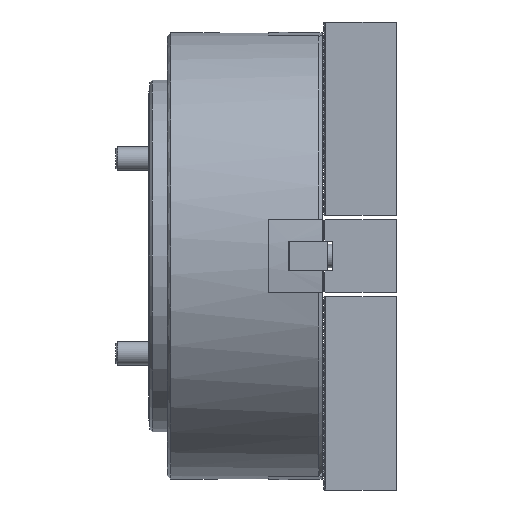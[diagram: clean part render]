
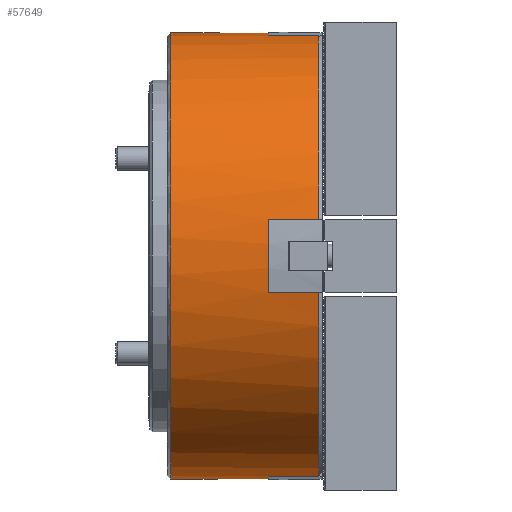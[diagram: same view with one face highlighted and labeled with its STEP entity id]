
A CAD part, front view. The second image highlights one B-rep face of the part: STEP entity #57649.
In plain terms, the highlighted cylindrical face has radius 190.5 mm (diameter 381 mm), a full revolution.
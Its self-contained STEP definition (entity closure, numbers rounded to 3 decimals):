
#66 = DIRECTION ( 'NONE',  ( -1., 0., 0. ) ) ;
#527 = CARTESIAN_POINT ( 'NONE',  ( 129., -31., -187.961 ) ) ;
#576 = VERTEX_POINT ( 'NONE', #19658 ) ;
#632 = VERTEX_POINT ( 'NONE', #43025 ) ;
#676 = CARTESIAN_POINT ( 'NONE',  ( 86., 187.961, -31. ) ) ;
#785 = CARTESIAN_POINT ( 'NONE',  ( 86., 0., 0. ) ) ;
#855 = AXIS2_PLACEMENT_3D ( 'NONE', #30782, #49826, #6996 ) ;
#871 = AXIS2_PLACEMENT_3D ( 'NONE', #11362, #54206, #35140 ) ;
#1345 = AXIS2_PLACEMENT_3D ( 'NONE', #34802, #56428, #18225 ) ;
#1539 = EDGE_CURVE ( 'NONE', #39594, #60370, #54335, .T. ) ;
#2569 = VECTOR ( 'NONE', #55241, 1000. ) ;
#3240 = ORIENTED_EDGE ( 'NONE', *, *, #58764, .T. ) ;
#3873 = AXIS2_PLACEMENT_3D ( 'NONE', #22677, #41755, #60859 ) ;
#4277 = DIRECTION ( 'NONE',  ( -1., 0., 0. ) ) ;
#4470 = EDGE_CURVE ( 'NONE', #56316, #32039, #6786, .T. ) ;
#5492 = ORIENTED_EDGE ( 'NONE', *, *, #12148, .T. ) ;
#5963 = DIRECTION ( 'NONE',  ( -1., 0., 0. ) ) ;
#6044 = CIRCLE ( 'NONE', #30035, 190.5 ) ;
#6139 = CARTESIAN_POINT ( 'NONE',  ( 129., -31., 187.961 ) ) ;
#6466 = DIRECTION ( 'NONE',  ( -1., 0., 0. ) ) ;
#6654 = ORIENTED_EDGE ( 'NONE', *, *, #29618, .T. ) ;
#6786 = CIRCLE ( 'NONE', #3873, 190.5 ) ;
#6918 = CIRCLE ( 'NONE', #20060, 190.5 ) ;
#6928 = DIRECTION ( 'NONE',  ( 1., 0., 0. ) ) ;
#6996 = DIRECTION ( 'NONE',  ( 0., 0., -1. ) ) ;
#7504 = ORIENTED_EDGE ( 'NONE', *, *, #30222, .T. ) ;
#8673 = VECTOR ( 'NONE', #22655, 1000. ) ;
#9648 = EDGE_CURVE ( 'NONE', #35184, #60554, #6044, .T. ) ;
#10114 = DIRECTION ( 'NONE',  ( 1., 0., 0. ) ) ;
#10456 = CARTESIAN_POINT ( 'NONE',  ( 129., 187.961, 31. ) ) ;
#11007 = CARTESIAN_POINT ( 'NONE',  ( 129., -187.961, 31. ) ) ;
#11362 = CARTESIAN_POINT ( 'NONE',  ( 86., 0., 0. ) ) ;
#11701 = CYLINDRICAL_SURFACE ( 'NONE', #855, 190.5 ) ;
#11901 = CARTESIAN_POINT ( 'NONE',  ( 129., 187.961, -31. ) ) ;
#12124 = CARTESIAN_POINT ( 'NONE',  ( 86., 0., 0. ) ) ;
#12148 = EDGE_CURVE ( 'NONE', #576, #576, #57843, .T. ) ;
#12403 = EDGE_CURVE ( 'NONE', #14707, #17742, #28897, .T. ) ;
#12924 = VERTEX_POINT ( 'NONE', #44380 ) ;
#13483 = EDGE_CURVE ( 'NONE', #24123, #27056, #35827, .T. ) ;
#13508 = DIRECTION ( 'NONE',  ( 1., 0., 0. ) ) ;
#13593 = AXIS2_PLACEMENT_3D ( 'NONE', #47116, #4277, #23350 ) ;
#14442 = CARTESIAN_POINT ( 'NONE',  ( 129., 31., 187.961 ) ) ;
#14474 = CARTESIAN_POINT ( 'NONE',  ( 129., -187.961, -31. ) ) ;
#14707 = VERTEX_POINT ( 'NONE', #14442 ) ;
#14960 = ORIENTED_EDGE ( 'NONE', *, *, #12403, .T. ) ;
#15215 = VECTOR ( 'NONE', #6928, 1000. ) ;
#15562 = EDGE_CURVE ( 'NONE', #32039, #632, #27278, .T. ) ;
#16731 = VERTEX_POINT ( 'NONE', #25817 ) ;
#16873 = VECTOR ( 'NONE', #19703, 1000. ) ;
#17051 = LINE ( 'NONE', #31462, #2569 ) ;
#17110 = CARTESIAN_POINT ( 'NONE',  ( 129., 0., 0. ) ) ;
#17742 = VERTEX_POINT ( 'NONE', #10456 ) ;
#18225 = DIRECTION ( 'NONE',  ( 0., 0., -1. ) ) ;
#19224 = ORIENTED_EDGE ( 'NONE', *, *, #9648, .T. ) ;
#19658 = CARTESIAN_POINT ( 'NONE',  ( 3., 0., 190.5 ) ) ;
#19703 = DIRECTION ( 'NONE',  ( -1., 0., 0. ) ) ;
#20060 = AXIS2_PLACEMENT_3D ( 'NONE', #785, #43634, #24567 ) ;
#21790 = CARTESIAN_POINT ( 'NONE',  ( 3., 0., 0. ) ) ;
#22655 = DIRECTION ( 'NONE',  ( 1., 0., 0. ) ) ;
#22677 = CARTESIAN_POINT ( 'NONE',  ( 129., 0., 0. ) ) ;
#22682 = ORIENTED_EDGE ( 'NONE', *, *, #15562, .T. ) ;
#23087 = ORIENTED_EDGE ( 'NONE', *, *, #23328, .T. ) ;
#23328 = EDGE_CURVE ( 'NONE', #60554, #16731, #17051, .T. ) ;
#23350 = DIRECTION ( 'NONE',  ( 0., 0., -1. ) ) ;
#24123 = VERTEX_POINT ( 'NONE', #47551 ) ;
#24389 = CARTESIAN_POINT ( 'NONE',  ( 160.494, -187.961, -31. ) ) ;
#24393 = LINE ( 'NONE', #49757, #15215 ) ;
#24530 = VECTOR ( 'NONE', #6466, 1000. ) ;
#24567 = DIRECTION ( 'NONE',  ( 0., 0., -1. ) ) ;
#25048 = DIRECTION ( 'NONE',  ( 0., 0., -1. ) ) ;
#25535 = EDGE_CURVE ( 'NONE', #57315, #56316, #33878, .T. ) ;
#25610 = AXIS2_PLACEMENT_3D ( 'NONE', #12124, #31207, #50266 ) ;
#25817 = CARTESIAN_POINT ( 'NONE',  ( 86., -31., 187.961 ) ) ;
#26325 = ORIENTED_EDGE ( 'NONE', *, *, #1539, .T. ) ;
#27056 = VERTEX_POINT ( 'NONE', #31138 ) ;
#27119 = ORIENTED_EDGE ( 'NONE', *, *, #39617, .T. ) ;
#27278 = LINE ( 'NONE', #30081, #51580 ) ;
#27392 = ORIENTED_EDGE ( 'NONE', *, *, #58329, .T. ) ;
#28897 = CIRCLE ( 'NONE', #49737, 190.5 ) ;
#29514 = EDGE_LOOP ( 'NONE', ( #5492 ) ) ;
#29618 = EDGE_CURVE ( 'NONE', #27056, #35184, #24393, .T. ) ;
#30035 = AXIS2_PLACEMENT_3D ( 'NONE', #17110, #36212, #55299 ) ;
#30081 = CARTESIAN_POINT ( 'NONE',  ( 160.494, 31., -187.961 ) ) ;
#30222 = EDGE_CURVE ( 'NONE', #12924, #39594, #60839, .T. ) ;
#30246 = LINE ( 'NONE', #49293, #24530 ) ;
#30782 = CARTESIAN_POINT ( 'NONE',  ( 160.494, 0., 0. ) ) ;
#30898 = ORIENTED_EDGE ( 'NONE', *, *, #4470, .T. ) ;
#31138 = CARTESIAN_POINT ( 'NONE',  ( 86., -187.961, 31. ) ) ;
#31207 = DIRECTION ( 'NONE',  ( -1., 0., 0. ) ) ;
#31462 = CARTESIAN_POINT ( 'NONE',  ( 160.494, -31., 187.961 ) ) ;
#32039 = VERTEX_POINT ( 'NONE', #45743 ) ;
#32613 = CARTESIAN_POINT ( 'NONE',  ( 160.494, 31., 187.961 ) ) ;
#33663 = EDGE_CURVE ( 'NONE', #16731, #38819, #6918, .T. ) ;
#33878 = LINE ( 'NONE', #52935, #43759 ) ;
#34802 = CARTESIAN_POINT ( 'NONE',  ( 129., 0., 0. ) ) ;
#35140 = DIRECTION ( 'NONE',  ( 0., 0., -1. ) ) ;
#35184 = VERTEX_POINT ( 'NONE', #11007 ) ;
#35234 = ORIENTED_EDGE ( 'NONE', *, *, #13483, .T. ) ;
#35464 = FACE_OUTER_BOUND ( 'NONE', #29514, .T. ) ;
#35827 = CIRCLE ( 'NONE', #871, 190.5 ) ;
#36212 = DIRECTION ( 'NONE',  ( -1., 0., 0. ) ) ;
#38541 = EDGE_CURVE ( 'NONE', #60370, #24123, #43466, .T. ) ;
#38819 = VERTEX_POINT ( 'NONE', #53977 ) ;
#38820 = CIRCLE ( 'NONE', #25610, 190.5 ) ;
#39594 = VERTEX_POINT ( 'NONE', #527 ) ;
#39617 = EDGE_CURVE ( 'NONE', #38819, #14707, #42278, .T. ) ;
#39717 = AXIS2_PLACEMENT_3D ( 'NONE', #21790, #40866, #59954 ) ;
#40866 = DIRECTION ( 'NONE',  ( 1., 0., 0. ) ) ;
#41735 = CARTESIAN_POINT ( 'NONE',  ( 160.494, -31., -187.961 ) ) ;
#41755 = DIRECTION ( 'NONE',  ( -1., 0., 0. ) ) ;
#42278 = LINE ( 'NONE', #32613, #51488 ) ;
#43025 = CARTESIAN_POINT ( 'NONE',  ( 86., 31., -187.961 ) ) ;
#43466 = LINE ( 'NONE', #24389, #16873 ) ;
#43634 = DIRECTION ( 'NONE',  ( -1., 0., 0. ) ) ;
#43759 = VECTOR ( 'NONE', #10114, 1000. ) ;
#44380 = CARTESIAN_POINT ( 'NONE',  ( 86., -31., -187.961 ) ) ;
#45743 = CARTESIAN_POINT ( 'NONE',  ( 129., 31., -187.961 ) ) ;
#45755 = ORIENTED_EDGE ( 'NONE', *, *, #25535, .T. ) ;
#47116 = CARTESIAN_POINT ( 'NONE',  ( 86., 0., 0. ) ) ;
#47195 = VERTEX_POINT ( 'NONE', #48727 ) ;
#47551 = CARTESIAN_POINT ( 'NONE',  ( 86., -187.961, -31. ) ) ;
#47863 = ORIENTED_EDGE ( 'NONE', *, *, #38541, .T. ) ;
#48571 = CIRCLE ( 'NONE', #13593, 190.5 ) ;
#48727 = CARTESIAN_POINT ( 'NONE',  ( 86., 187.961, 31. ) ) ;
#48803 = CARTESIAN_POINT ( 'NONE',  ( 129., 0., 0. ) ) ;
#49293 = CARTESIAN_POINT ( 'NONE',  ( 160.494, 187.961, 31. ) ) ;
#49737 = AXIS2_PLACEMENT_3D ( 'NONE', #48803, #5963, #25048 ) ;
#49757 = CARTESIAN_POINT ( 'NONE',  ( 160.494, -187.961, 31. ) ) ;
#49826 = DIRECTION ( 'NONE',  ( 1., 0., 0. ) ) ;
#50266 = DIRECTION ( 'NONE',  ( 0., 0., -1. ) ) ;
#51488 = VECTOR ( 'NONE', #13508, 1000. ) ;
#51580 = VECTOR ( 'NONE', #66, 1000. ) ;
#51755 = EDGE_LOOP ( 'NONE', ( #19224, #23087, #57228, #27119, #14960, #59289, #3240, #45755, #30898, #22682, #27392, #7504, #26325, #47863, #35234, #6654 ) ) ;
#52090 = EDGE_CURVE ( 'NONE', #17742, #47195, #30246, .T. ) ;
#52935 = CARTESIAN_POINT ( 'NONE',  ( 160.494, 187.961, -31. ) ) ;
#53977 = CARTESIAN_POINT ( 'NONE',  ( 86., 31., 187.961 ) ) ;
#54206 = DIRECTION ( 'NONE',  ( -1., 0., 0. ) ) ;
#54335 = CIRCLE ( 'NONE', #1345, 190.5 ) ;
#54541 = FACE_OUTER_BOUND ( 'NONE', #51755, .T. ) ;
#55241 = DIRECTION ( 'NONE',  ( -1., 0., 0. ) ) ;
#55299 = DIRECTION ( 'NONE',  ( 0., 0., -1. ) ) ;
#56316 = VERTEX_POINT ( 'NONE', #11901 ) ;
#56428 = DIRECTION ( 'NONE',  ( -1., 0., 0. ) ) ;
#57228 = ORIENTED_EDGE ( 'NONE', *, *, #33663, .T. ) ;
#57315 = VERTEX_POINT ( 'NONE', #676 ) ;
#57649 = ADVANCED_FACE ( 'NONE', ( #35464, #54541 ), #11701, .T. ) ;
#57843 = CIRCLE ( 'NONE', #39717, 190.5 ) ;
#58329 = EDGE_CURVE ( 'NONE', #632, #12924, #38820, .T. ) ;
#58764 = EDGE_CURVE ( 'NONE', #47195, #57315, #48571, .T. ) ;
#59289 = ORIENTED_EDGE ( 'NONE', *, *, #52090, .T. ) ;
#59954 = DIRECTION ( 'NONE',  ( 0., 0., 1. ) ) ;
#60370 = VERTEX_POINT ( 'NONE', #14474 ) ;
#60554 = VERTEX_POINT ( 'NONE', #6139 ) ;
#60839 = LINE ( 'NONE', #41735, #8673 ) ;
#60859 = DIRECTION ( 'NONE',  ( 0., 0., -1. ) ) ;
